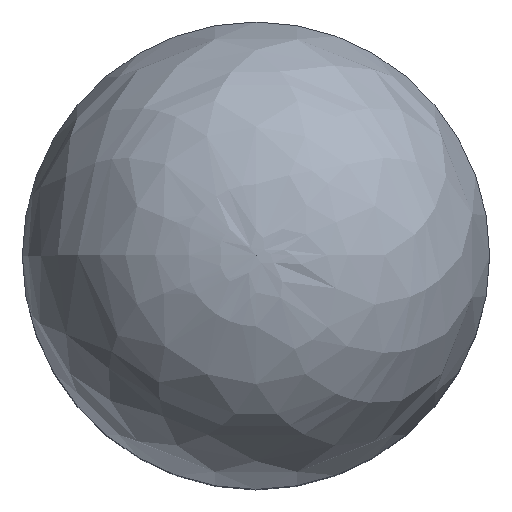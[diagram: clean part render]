
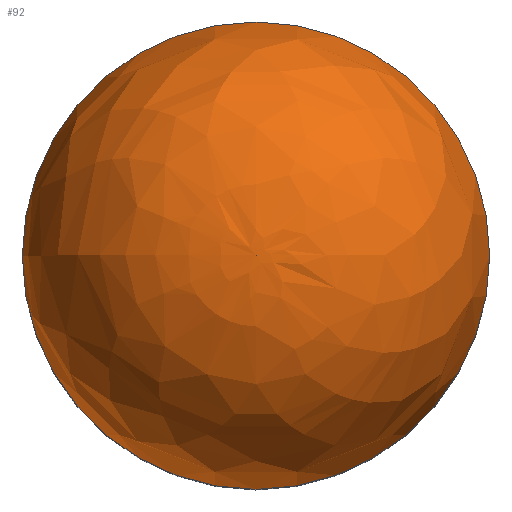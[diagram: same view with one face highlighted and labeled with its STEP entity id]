
A CAD part, top view. The second image highlights one B-rep face of the part: STEP entity #92.
In plain terms, the highlighted free-form (B-spline) face has degree [3, 3] with [4, 19] control points.
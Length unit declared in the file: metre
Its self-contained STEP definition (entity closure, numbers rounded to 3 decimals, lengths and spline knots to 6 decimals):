
#12=VERTEX_LOOP('',#45);
#13=B_SPLINE_SURFACE_WITH_KNOTS('',3,3,((#170,#171,#172,#173,#174,#175,
#176,#177,#178,#179,#180,#181,#182,#183,#184,#185,#186,#187,#188),(#189,
#190,#191,#192,#193,#194,#195,#196,#197,#198,#199,#200,#201,#202,#203,#204,
#205,#206,#207),(#208,#209,#210,#211,#212,#213,#214,#215,#216,#217,#218,
#219,#220,#221,#222,#223,#224,#225,#226),(#227,#228,#229,#230,#231,#232,
#233,#234,#235,#236,#237,#238,#239,#240,#241,#242,#243,#244,#245)),
 .UNSPECIFIED.,.F.,.T.,.F.,(4,4),(1,1,1,1,1,1,1,1,1,1,1,1,1,1,1,1,1,1,1,
1,1,1,1),(0.,1.),(-1.178097,-0.785398,-0.392699,
0.,0.392699,0.785398,1.178097,1.570796,
1.963495,2.356194,2.748894,3.141593,3.534292,
3.926991,4.31969,4.712389,5.105088,5.497787,
5.890486,6.283185,6.675884,7.068583,7.461283),
 .UNSPECIFIED.);
#29=ORIENTED_EDGE('',*,*,#38,.T.);
#38=EDGE_CURVE('',#46,#46,#53,.T.);
#45=VERTEX_POINT('',#246);
#46=VERTEX_POINT('',#248);
#53=CIRCLE('',#119,0.0125);
#65=EDGE_LOOP('',(#29));
#79=FACE_BOUND('',#12,.T.);
#80=FACE_BOUND('',#65,.T.);
#92=ADVANCED_FACE('',(#79,#80),#13,.F.);
#119=AXIS2_PLACEMENT_3D('',#247,#147,#148);
#147=DIRECTION('',(0.,0.,1.));
#148=DIRECTION('',(1.,0.,0.));
#170=CARTESIAN_POINT('',(-0.011849,0.004908,0.088));
#171=CARTESIAN_POINT('',(-0.012825,0.,0.088));
#172=CARTESIAN_POINT('',(-0.011849,-0.004908,0.088));
#173=CARTESIAN_POINT('',(-0.009069,-0.009069,0.088));
#174=CARTESIAN_POINT('',(-0.004908,-0.011849,0.088));
#175=CARTESIAN_POINT('',(0.,-0.012825,0.088));
#176=CARTESIAN_POINT('',(0.004908,-0.011849,0.088));
#177=CARTESIAN_POINT('',(0.009069,-0.009069,0.088));
#178=CARTESIAN_POINT('',(0.011849,-0.004908,0.088));
#179=CARTESIAN_POINT('',(0.012825,0.,0.088));
#180=CARTESIAN_POINT('',(0.011849,0.004908,0.088));
#181=CARTESIAN_POINT('',(0.009069,0.009069,0.088));
#182=CARTESIAN_POINT('',(0.004908,0.011849,0.088));
#183=CARTESIAN_POINT('',(0.,0.012825,0.088));
#184=CARTESIAN_POINT('',(-0.004908,0.011849,0.088));
#185=CARTESIAN_POINT('',(-0.009069,0.009069,0.088));
#186=CARTESIAN_POINT('',(-0.011849,0.004908,0.088));
#187=CARTESIAN_POINT('',(-0.012825,0.,0.088));
#188=CARTESIAN_POINT('',(-0.011849,-0.004908,0.088));
#189=CARTESIAN_POINT('',(-0.011603,0.004806,0.094281));
#190=CARTESIAN_POINT('',(-0.012559,0.,0.094281));
#191=CARTESIAN_POINT('',(-0.011603,-0.004806,0.094281));
#192=CARTESIAN_POINT('',(-0.00888,-0.00888,0.094281));
#193=CARTESIAN_POINT('',(-0.004806,-0.011603,0.094281));
#194=CARTESIAN_POINT('',(0.,-0.012559,0.094281));
#195=CARTESIAN_POINT('',(0.004806,-0.011603,0.094281));
#196=CARTESIAN_POINT('',(0.00888,-0.00888,0.094281));
#197=CARTESIAN_POINT('',(0.011603,-0.004806,0.094281));
#198=CARTESIAN_POINT('',(0.012559,0.,0.094281));
#199=CARTESIAN_POINT('',(0.011603,0.004806,0.094281));
#200=CARTESIAN_POINT('',(0.00888,0.00888,0.094281));
#201=CARTESIAN_POINT('',(0.004806,0.011603,0.094281));
#202=CARTESIAN_POINT('',(0.,0.012559,0.094281));
#203=CARTESIAN_POINT('',(-0.004806,0.011603,0.094281));
#204=CARTESIAN_POINT('',(-0.00888,0.00888,0.094281));
#205=CARTESIAN_POINT('',(-0.011603,0.004806,0.094281));
#206=CARTESIAN_POINT('',(-0.012559,0.,0.094281));
#207=CARTESIAN_POINT('',(-0.011603,-0.004806,0.094281));
#208=CARTESIAN_POINT('',(-0.007899,0.003272,0.1));
#209=CARTESIAN_POINT('',(-0.00855,0.,0.1));
#210=CARTESIAN_POINT('',(-0.007899,-0.003272,0.1));
#211=CARTESIAN_POINT('',(-0.006046,-0.006046,0.1));
#212=CARTESIAN_POINT('',(-0.003272,-0.007899,0.1));
#213=CARTESIAN_POINT('',(0.,-0.00855,0.1));
#214=CARTESIAN_POINT('',(0.003272,-0.007899,0.1));
#215=CARTESIAN_POINT('',(0.006046,-0.006046,0.1));
#216=CARTESIAN_POINT('',(0.007899,-0.003272,0.1));
#217=CARTESIAN_POINT('',(0.00855,0.,0.1));
#218=CARTESIAN_POINT('',(0.007899,0.003272,0.1));
#219=CARTESIAN_POINT('',(0.006046,0.006046,0.1));
#220=CARTESIAN_POINT('',(0.003272,0.007899,0.1));
#221=CARTESIAN_POINT('',(0.,0.00855,0.1));
#222=CARTESIAN_POINT('',(-0.003272,0.007899,0.1));
#223=CARTESIAN_POINT('',(-0.006046,0.006046,0.1));
#224=CARTESIAN_POINT('',(-0.007899,0.003272,0.1));
#225=CARTESIAN_POINT('',(-0.00855,0.,0.1));
#226=CARTESIAN_POINT('',(-0.007899,-0.003272,0.1));
#227=CARTESIAN_POINT('',(0.,0.,0.1));
#228=CARTESIAN_POINT('',(0.,0.,0.1));
#229=CARTESIAN_POINT('',(0.,0.,0.1));
#230=CARTESIAN_POINT('',(0.,0.,0.1));
#231=CARTESIAN_POINT('',(0.,0.,0.1));
#232=CARTESIAN_POINT('',(0.,0.,0.1));
#233=CARTESIAN_POINT('',(0.,0.,0.1));
#234=CARTESIAN_POINT('',(0.,0.,0.1));
#235=CARTESIAN_POINT('',(0.,0.,0.1));
#236=CARTESIAN_POINT('',(0.,0.,0.1));
#237=CARTESIAN_POINT('',(0.,0.,0.1));
#238=CARTESIAN_POINT('',(0.,0.,0.1));
#239=CARTESIAN_POINT('',(0.,0.,0.1));
#240=CARTESIAN_POINT('',(0.,0.,0.1));
#241=CARTESIAN_POINT('',(0.,0.,0.1));
#242=CARTESIAN_POINT('',(0.,0.,0.1));
#243=CARTESIAN_POINT('',(0.,0.,0.1));
#244=CARTESIAN_POINT('',(0.,0.,0.1));
#245=CARTESIAN_POINT('',(0.,0.,0.1));
#246=CARTESIAN_POINT('',(0.,0.,0.1));
#247=CARTESIAN_POINT('',(0.,0.,0.088));
#248=CARTESIAN_POINT('',(0.0125,0.,0.088));
